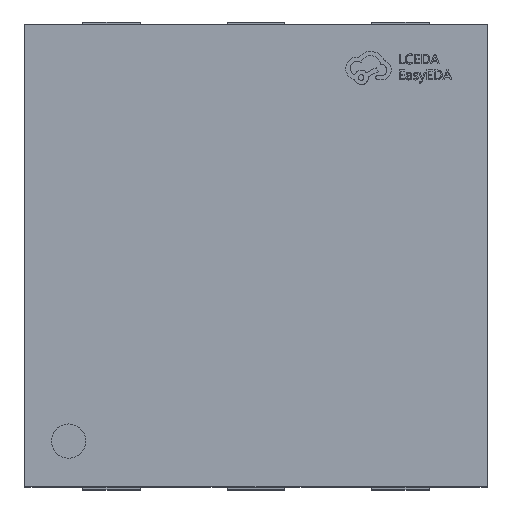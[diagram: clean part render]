
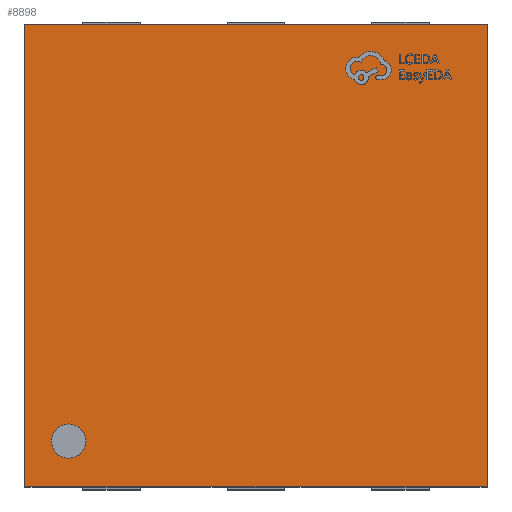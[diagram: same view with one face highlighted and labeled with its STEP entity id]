
A CAD part, top view. The second image highlights one B-rep face of the part: STEP entity #8898.
In plain terms, the highlighted planar face has unit normal (0, 0, 1).
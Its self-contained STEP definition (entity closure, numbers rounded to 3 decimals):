
#108 = VERTEX_POINT ( 'NONE', #11498 ) ;
#543 = CARTESIAN_POINT ( 'NONE',  ( 0., 0., 0.58 ) ) ;
#1115 = VERTEX_POINT ( 'NONE', #15075 ) ;
#1187 = AXIS2_PLACEMENT_3D ( 'NONE', #4882, #10147, #16416 ) ;
#1319 = CARTESIAN_POINT ( 'NONE',  ( -0.8, 0.8, 0.58 ) ) ;
#1861 = DIRECTION ( 'NONE',  ( 1., 0., 0. ) ) ;
#1903 = EDGE_CURVE ( 'NONE', #2813, #6021, #14809, .T. ) ;
#1923 = AXIS2_PLACEMENT_3D ( 'NONE', #9077, #14312, #1861 ) ;
#2196 = DIRECTION ( 'NONE',  ( 0., -1., 0. ) ) ;
#2760 = EDGE_CURVE ( 'NONE', #7746, #108, #14042, .T. ) ;
#2813 = VERTEX_POINT ( 'NONE', #8991 ) ;
#3442 = ORIENTED_EDGE ( 'NONE', *, *, #5064, .T. ) ;
#3471 = CARTESIAN_POINT ( 'NONE',  ( -0.8, 0.8, 0.58 ) ) ;
#3674 = VECTOR ( 'NONE', #2196, 1000. ) ;
#4517 = ORIENTED_EDGE ( 'NONE', *, *, #16678, .T. ) ;
#4599 = CARTESIAN_POINT ( 'NONE',  ( -0.708, -0.642, 0.58 ) ) ;
#4633 = ORIENTED_EDGE ( 'NONE', *, *, #2760, .T. ) ;
#4882 = CARTESIAN_POINT ( 'NONE',  ( -0.649, -0.642, 0.58 ) ) ;
#5064 = EDGE_CURVE ( 'NONE', #1115, #13843, #6480, .T. ) ;
#5167 = CARTESIAN_POINT ( 'NONE',  ( -0.8, 0.8, 0.58 ) ) ;
#5624 = AXIS2_PLACEMENT_3D ( 'NONE', #543, #9501, #10865 ) ;
#5841 = FACE_BOUND ( 'NONE', #14246, .T. ) ;
#6021 = VERTEX_POINT ( 'NONE', #4599 ) ;
#6480 = LINE ( 'NONE', #7743, #10314 ) ;
#7743 = CARTESIAN_POINT ( 'NONE',  ( 0.8, 0.8, 0.58 ) ) ;
#7746 = VERTEX_POINT ( 'NONE', #5167 ) ;
#7763 = EDGE_CURVE ( 'NONE', #13843, #7746, #15581, .T. ) ;
#8143 = FACE_OUTER_BOUND ( 'NONE', #9974, .T. ) ;
#8599 = ORIENTED_EDGE ( 'NONE', *, *, #1903, .F. ) ;
#8898 = ADVANCED_FACE ( 'NONE', ( #5841, #8143 ), #16263, .T. ) ;
#8991 = CARTESIAN_POINT ( 'NONE',  ( -0.59, -0.642, 0.58 ) ) ;
#9077 = CARTESIAN_POINT ( 'NONE',  ( -0.649, -0.642, 0.58 ) ) ;
#9204 = CARTESIAN_POINT ( 'NONE',  ( -0.8, -0.8, 0.58 ) ) ;
#9501 = DIRECTION ( 'NONE',  ( 0., 0., 1. ) ) ;
#9524 = LINE ( 'NONE', #9204, #16303 ) ;
#9974 = EDGE_LOOP ( 'NONE', ( #3442, #16816, #4633, #4517 ) ) ;
#10147 = DIRECTION ( 'NONE',  ( 0., 0., 1. ) ) ;
#10314 = VECTOR ( 'NONE', #11492, 1000. ) ;
#10759 = VECTOR ( 'NONE', #16804, 1000. ) ;
#10865 = DIRECTION ( 'NONE',  ( 1., 0., 0. ) ) ;
#11492 = DIRECTION ( 'NONE',  ( 0., 1., 0. ) ) ;
#11498 = CARTESIAN_POINT ( 'NONE',  ( -0.8, -0.8, 0.58 ) ) ;
#13843 = VERTEX_POINT ( 'NONE', #15630 ) ;
#13903 = CIRCLE ( 'NONE', #1923, 0.059 ) ;
#14042 = LINE ( 'NONE', #3471, #3674 ) ;
#14246 = EDGE_LOOP ( 'NONE', ( #8599, #14605 ) ) ;
#14312 = DIRECTION ( 'NONE',  ( 0., 0., 1. ) ) ;
#14605 = ORIENTED_EDGE ( 'NONE', *, *, #16902, .F. ) ;
#14738 = DIRECTION ( 'NONE',  ( 1., 0., 0. ) ) ;
#14809 = CIRCLE ( 'NONE', #1187, 0.059 ) ;
#15075 = CARTESIAN_POINT ( 'NONE',  ( 0.8, -0.8, 0.58 ) ) ;
#15581 = LINE ( 'NONE', #1319, #10759 ) ;
#15630 = CARTESIAN_POINT ( 'NONE',  ( 0.8, 0.8, 0.58 ) ) ;
#16263 = PLANE ( 'NONE',  #5624 ) ;
#16303 = VECTOR ( 'NONE', #14738, 1000. ) ;
#16416 = DIRECTION ( 'NONE',  ( 1., 0., 0. ) ) ;
#16678 = EDGE_CURVE ( 'NONE', #108, #1115, #9524, .T. ) ;
#16804 = DIRECTION ( 'NONE',  ( -1., 0., 0. ) ) ;
#16816 = ORIENTED_EDGE ( 'NONE', *, *, #7763, .T. ) ;
#16902 = EDGE_CURVE ( 'NONE', #6021, #2813, #13903, .T. ) ;
